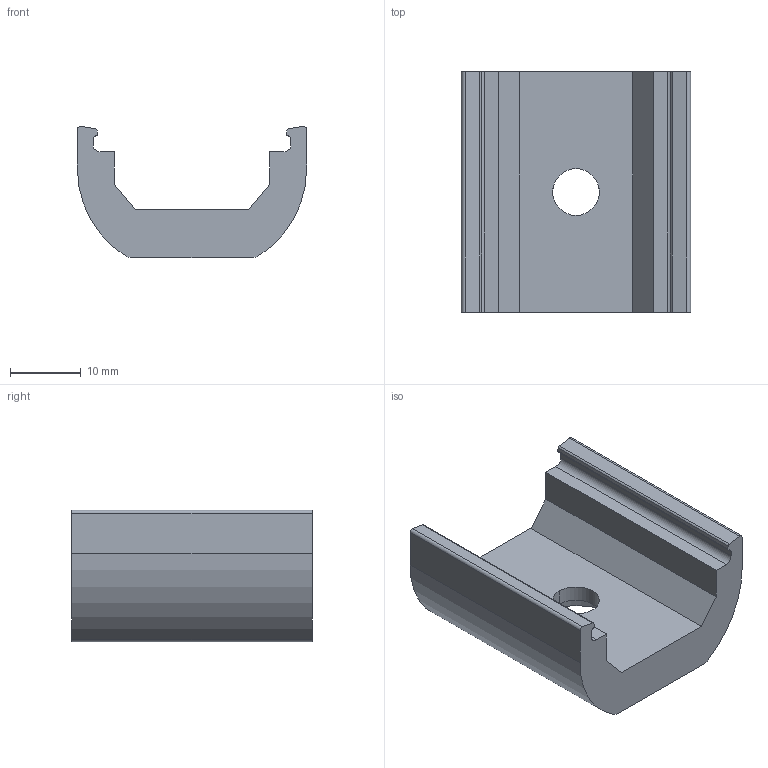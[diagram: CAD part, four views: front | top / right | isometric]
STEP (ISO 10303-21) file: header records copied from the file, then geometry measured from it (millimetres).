
FILE_DESCRIPTION (( 'STEP AP214' ), '1' );
FILE_NAME ('P00G4.STEP', '2025-02-25T17:04:07', ( '' ), ( '' ), 'SwSTEP 2.0', 'SolidWorks 2024', '' );
FILE_SCHEMA (( 'AUTOMOTIVE_DESIGN' ));
Length unit declared in the file: inch
Products named in the file (1): P00G4
Bounding box: 32.4 x 34 x 18.59 mm (x, y, z)
Volume: 8487.3 mm3; surface area: 4590.1 mm2
Topology: 1 solids, 1 shells, 39 faces, 108 edges, 72 vertices
Faces by surface type: cylinder 20, plane 19
Entity records: 1293 total; most frequent: DIRECTION 228, CARTESIAN_POINT 220, ORIENTED_EDGE 216, EDGE_CURVE 108, AXIS2_PLACEMENT_3D 80, VERTEX_POINT 72, LINE 68, VECTOR 68
